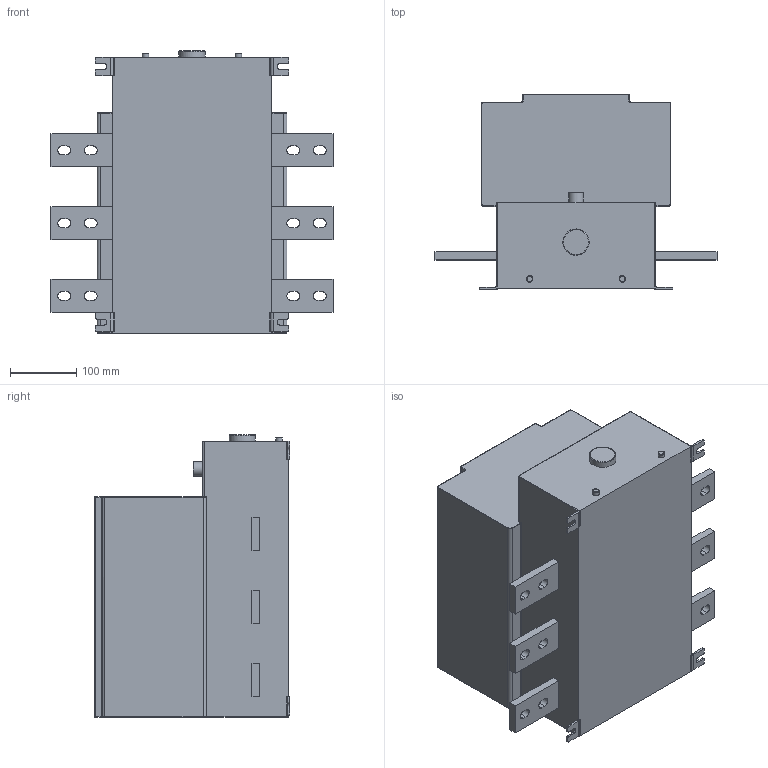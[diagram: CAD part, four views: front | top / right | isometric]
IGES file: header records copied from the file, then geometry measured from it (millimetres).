
Global section: file name: OS1200L30_Palikka.igs; preprocessor: I-DEAS 3D IGES Translator 11; date: 20090515.154113; units: millimetre
Bounding box: 425.99 x 295.2 x 427 mm (x, y, z)
Volume: 28522184.9 mm3; surface area: 677988.3 mm2
Topology: 1 solids, 1 shells, 234 faces, 618 edges, 397 vertices
Faces by surface type: bspline 234
